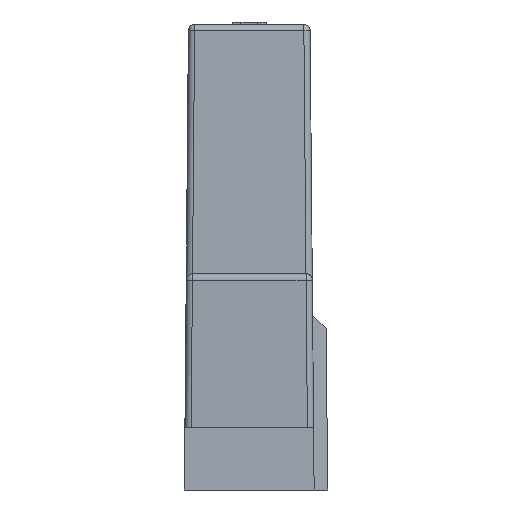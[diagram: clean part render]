
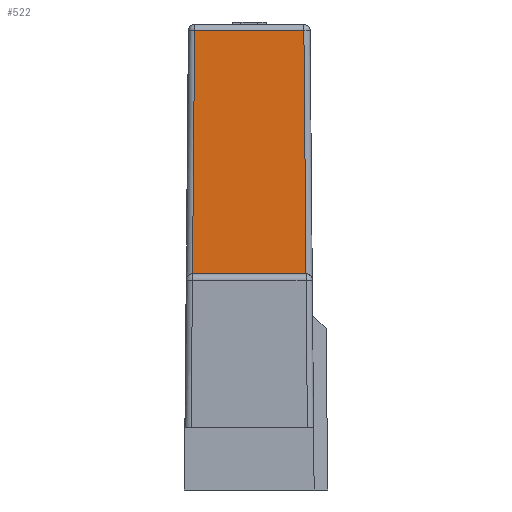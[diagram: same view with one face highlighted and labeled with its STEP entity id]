
A CAD part, left-side view. The second image highlights one B-rep face of the part: STEP entity #522.
In plain terms, the highlighted planar face has unit normal (-1, 0, 0.009).
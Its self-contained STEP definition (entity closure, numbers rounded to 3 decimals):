
#522=ADVANCED_FACE('',(#830),#705,.T.);
#705=PLANE('',#3752);
#830=FACE_OUTER_BOUND('',#1018,.T.);
#1018=EDGE_LOOP('',(#1445,#1446,#1447,#1448));
#1445=ORIENTED_EDGE('',*,*,#2654,.T.);
#1446=ORIENTED_EDGE('',*,*,#2639,.F.);
#1447=ORIENTED_EDGE('',*,*,#2655,.T.);
#1448=ORIENTED_EDGE('',*,*,#2656,.T.);
#2304=VERTEX_POINT('',#5285);
#2305=VERTEX_POINT('',#5286);
#2318=VERTEX_POINT('',#5317);
#2319=VERTEX_POINT('',#5319);
#2639=EDGE_CURVE('',#2304,#2305,#3085,.T.);
#2654=EDGE_CURVE('',#2318,#2305,#3096,.T.);
#2655=EDGE_CURVE('',#2304,#2319,#3097,.T.);
#2656=EDGE_CURVE('',#2319,#2318,#3098,.T.);
#3085=LINE('',#5284,#3474);
#3096=LINE('',#5316,#3485);
#3097=LINE('',#5318,#3486);
#3098=LINE('',#5320,#3487);
#3474=VECTOR('',#4247,1.);
#3485=VECTOR('',#4272,1.);
#3486=VECTOR('',#4273,1.);
#3487=VECTOR('',#4274,1.);
#3752=AXIS2_PLACEMENT_3D('',#5321,#4275,#4276);
#4247=DIRECTION('',(0.,1.,0.));
#4272=DIRECTION('',(-0.009,0.009,-1.));
#4273=DIRECTION('',(0.009,0.009,1.));
#4274=DIRECTION('',(0.,1.,0.));
#4275=DIRECTION('',(-1.,0.,0.009));
#4276=DIRECTION('',(0.009,0.,1.));
#5284=CARTESIAN_POINT('',(169.434,0.,-80.5));
#5285=CARTESIAN_POINT('',(169.434,34.325,-80.5));
#5286=CARTESIAN_POINT('',(169.434,39.786,-80.5));
#5316=CARTESIAN_POINT('',(169.423,39.797,-81.768));
#5317=CARTESIAN_POINT('',(169.536,39.684,-68.797));
#5318=CARTESIAN_POINT('',(169.535,34.426,-68.873));
#5319=CARTESIAN_POINT('',(169.536,34.427,-68.797));
#5320=CARTESIAN_POINT('',(169.536,37.059,-68.797));
#5321=CARTESIAN_POINT('',(169.468,37.059,-76.568));
